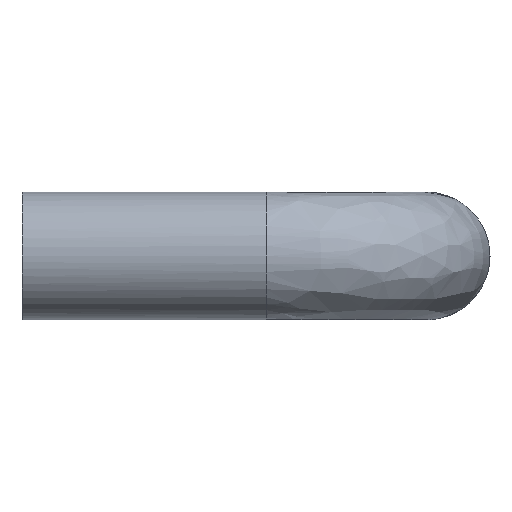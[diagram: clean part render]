
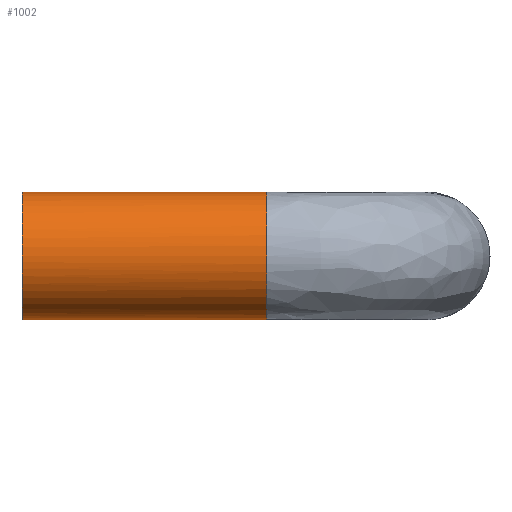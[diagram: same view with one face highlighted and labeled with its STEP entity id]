
A CAD part, left-side view. The second image highlights one B-rep face of the part: STEP entity #1002.
In plain terms, the highlighted free-form (B-spline) face has degree [2, 1] with [7, 2] control points.
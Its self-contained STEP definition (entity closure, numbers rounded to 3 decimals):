
#866=CARTESIAN_POINT('',(2.103,0.288,2.14));
#867=CARTESIAN_POINT('',(-0.037,0.288,4.242));
#868=CARTESIAN_POINT('',(-2.14,0.288,2.103));
#869=CARTESIAN_POINT('',(-4.242,0.288,-0.037));
#870=CARTESIAN_POINT('',(-2.103,0.288,-2.14));
#871=CARTESIAN_POINT('',(0.037,0.288,-4.242));
#872=CARTESIAN_POINT('',(2.14,0.288,-2.103));
#873=CARTESIAN_POINT('',(2.103,-11.795,2.14));
#874=CARTESIAN_POINT('',(-0.037,-11.795,4.242));
#875=CARTESIAN_POINT('',(-2.14,-11.795,2.103));
#876=CARTESIAN_POINT('',(-4.242,-11.795,-0.037));
#877=CARTESIAN_POINT('',(-2.103,-11.795,-2.14));
#878=CARTESIAN_POINT('',(0.037,-11.795,-4.242));
#879=CARTESIAN_POINT('',(2.14,-11.795,-2.103));
#887=(BOUNDED_SURFACE()B_SPLINE_SURFACE(2,1,((#866,#873),(#867,#874),(#868,#875),(#869,#876),(#870,#877),(#871,#878),(#872,#879)),.UNSPECIFIED.,.F.,.F.,.U.)B_SPLINE_SURFACE_WITH_KNOTS((3,2,2,3),(2,2),(0.0,4.971,9.941,14.912),(0.0,12.082),.UNSPECIFIED.)GEOMETRIC_REPRESENTATION_ITEM()RATIONAL_B_SPLINE_SURFACE(((1.0,1.0),(0.707,0.707),(1.0,1.0),(0.707,0.707),(1.0,1.0),(0.707,0.707),(1.0,1.0)))REPRESENTATION_ITEM('')SURFACE());
#888=CARTESIAN_POINT('',(0.038,-11.5,3.));
#889=VERTEX_POINT('',#888);
#890=CARTESIAN_POINT('',(2.103,-11.5,2.14));
#891=VERTEX_POINT('',#890);
#892=CARTESIAN_POINT('',(0.038,-11.5,3.));
#893=CARTESIAN_POINT('',(1.243,-11.5,2.985));
#894=CARTESIAN_POINT('',(2.103,-11.5,2.14));
#902=(BOUNDED_CURVE()B_SPLINE_CURVE(2,(#892,#893,#894),.UNSPECIFIED.,.F.,.U.)B_SPLINE_CURVE_WITH_KNOTS((3,3),(0.752,0.874),.UNSPECIFIED.)CURVE()GEOMETRIC_REPRESENTATION_ITEM()RATIONAL_B_SPLINE_CURVE((0.995,0.855,0.854))REPRESENTATION_ITEM(''));
#903=EDGE_CURVE('',#889,#891,#902,.T.);
#904=ORIENTED_EDGE('',*,*,#903,.T.);
#905=CARTESIAN_POINT('',(2.103,0.,2.14));
#906=VERTEX_POINT('',#905);
#907=CARTESIAN_POINT('',(2.103,0.,2.14));
#908=CARTESIAN_POINT('',(2.103,-11.5,2.14));
#909=QUASI_UNIFORM_CURVE('',1,(#907,#908),.UNSPECIFIED.,.F.,.U.);
#910=EDGE_CURVE('',#906,#891,#909,.T.);
#911=ORIENTED_EDGE('',*,*,#910,.F.);
#912=CARTESIAN_POINT('',(-3.0,0.0,0.0));
#913=VERTEX_POINT('',#912);
#914=CARTESIAN_POINT('',(-3.0,0.0,0.0));
#915=CARTESIAN_POINT('',(-3.0,0.0,3.0));
#916=CARTESIAN_POINT('',(0.0,0.0,3.0));
#917=CARTESIAN_POINT('',(1.227,0.0,3.));
#918=CARTESIAN_POINT('',(2.103,0.,2.14));
#926=(BOUNDED_CURVE()B_SPLINE_CURVE(2,(#914,#915,#916,#917,#918),.UNSPECIFIED.,.F.,.U.)B_SPLINE_CURVE_WITH_KNOTS((3,2,3),(0.5,0.75,0.874),.UNSPECIFIED.)CURVE()GEOMETRIC_REPRESENTATION_ITEM()RATIONAL_B_SPLINE_CURVE((1.0,0.707,1.0,0.855,0.854))REPRESENTATION_ITEM(''));
#927=EDGE_CURVE('',#913,#906,#926,.T.);
#928=ORIENTED_EDGE('',*,*,#927,.F.);
#929=CARTESIAN_POINT('',(2.14,0.,-2.103));
#930=VERTEX_POINT('',#929);
#931=CARTESIAN_POINT('',(2.14,0.,-2.103));
#932=CARTESIAN_POINT('',(1.258,0.0,-3.));
#933=CARTESIAN_POINT('',(0.0,0.0,-3.0));
#934=CARTESIAN_POINT('',(-3.0,0.0,-3.0));
#935=CARTESIAN_POINT('',(-3.0,0.0,0.0));
#943=(BOUNDED_CURVE()B_SPLINE_CURVE(2,(#931,#932,#933,#934,#935),.UNSPECIFIED.,.F.,.U.)B_SPLINE_CURVE_WITH_KNOTS((3,2,3),(0.124,0.25,0.5),.UNSPECIFIED.)CURVE()GEOMETRIC_REPRESENTATION_ITEM()RATIONAL_B_SPLINE_CURVE((0.854,0.852,1.0,0.707,1.0))REPRESENTATION_ITEM(''));
#944=EDGE_CURVE('',#930,#913,#943,.T.);
#945=ORIENTED_EDGE('',*,*,#944,.F.);
#946=CARTESIAN_POINT('',(2.14,-11.5,-2.103));
#947=VERTEX_POINT('',#946);
#948=CARTESIAN_POINT('',(2.14,0.,-2.103));
#949=CARTESIAN_POINT('',(2.14,-11.5,-2.103));
#950=QUASI_UNIFORM_CURVE('',1,(#948,#949),.UNSPECIFIED.,.F.,.U.);
#951=EDGE_CURVE('',#930,#947,#950,.T.);
#952=ORIENTED_EDGE('',*,*,#951,.T.);
#953=CARTESIAN_POINT('',(-0.209,-11.5,-2.993));
#954=VERTEX_POINT('',#953);
#955=CARTESIAN_POINT('',(2.14,-11.5,-2.103));
#956=CARTESIAN_POINT('',(1.258,-11.5,-3.));
#957=CARTESIAN_POINT('',(0.,-11.5,-3.0));
#958=CARTESIAN_POINT('',(-0.105,-11.5,-3.));
#959=CARTESIAN_POINT('',(-0.209,-11.5,-2.993));
#967=(BOUNDED_CURVE()B_SPLINE_CURVE(2,(#955,#956,#957,#958,#959),.UNSPECIFIED.,.F.,.U.)B_SPLINE_CURVE_WITH_KNOTS((3,2,3),(0.124,0.25,0.262),.UNSPECIFIED.)CURVE()GEOMETRIC_REPRESENTATION_ITEM()RATIONAL_B_SPLINE_CURVE((0.854,0.852,1.0,0.986,0.973))REPRESENTATION_ITEM(''));
#968=EDGE_CURVE('',#947,#954,#967,.T.);
#969=ORIENTED_EDGE('',*,*,#968,.T.);
#970=CARTESIAN_POINT('',(-3.,-11.5,0.0));
#971=VERTEX_POINT('',#970);
#972=CARTESIAN_POINT('',(-0.209,-11.5,-2.993));
#973=CARTESIAN_POINT('',(-3.,-11.5,-2.798));
#974=CARTESIAN_POINT('',(-3.,-11.5,0.0));
#982=(BOUNDED_CURVE()B_SPLINE_CURVE(2,(#972,#973,#974),.UNSPECIFIED.,.F.,.U.)B_SPLINE_CURVE_WITH_KNOTS((3,3),(0.262,0.5),.UNSPECIFIED.)CURVE()GEOMETRIC_REPRESENTATION_ITEM()RATIONAL_B_SPLINE_CURVE((0.973,0.721,1.0))REPRESENTATION_ITEM(''));
#983=EDGE_CURVE('',#954,#971,#982,.T.);
#984=ORIENTED_EDGE('',*,*,#983,.T.);
#985=CARTESIAN_POINT('',(-3.,-11.5,0.0));
#986=CARTESIAN_POINT('',(-3.,-11.5,3.0));
#987=CARTESIAN_POINT('',(0.,-11.5,3.0));
#988=CARTESIAN_POINT('',(0.019,-11.5,3.));
#989=CARTESIAN_POINT('',(0.038,-11.5,3.));
#997=(BOUNDED_CURVE()B_SPLINE_CURVE(2,(#985,#986,#987,#988,#989),.UNSPECIFIED.,.F.,.U.)B_SPLINE_CURVE_WITH_KNOTS((3,2,3),(0.5,0.75,0.752),.UNSPECIFIED.)CURVE()GEOMETRIC_REPRESENTATION_ITEM()RATIONAL_B_SPLINE_CURVE((1.0,0.707,1.0,0.997,0.995))REPRESENTATION_ITEM(''));
#998=EDGE_CURVE('',#971,#889,#997,.T.);
#999=ORIENTED_EDGE('',*,*,#998,.T.);
#1000=EDGE_LOOP('',(#904,#911,#928,#945,#952,#969,#984,#999));
#1001=FACE_OUTER_BOUND('',#1000,.T.);
#1002=ADVANCED_FACE('',(#1001),#887,.T.);
